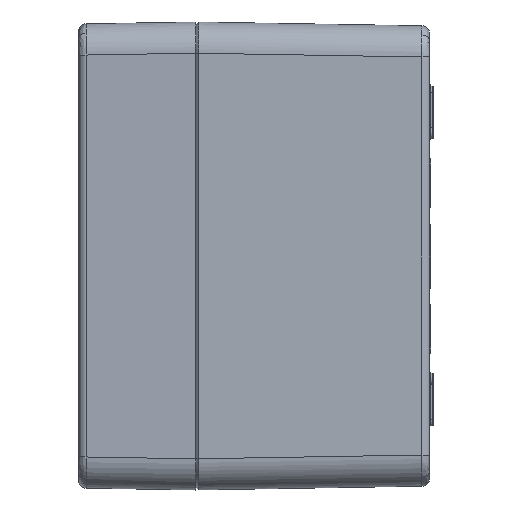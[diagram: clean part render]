
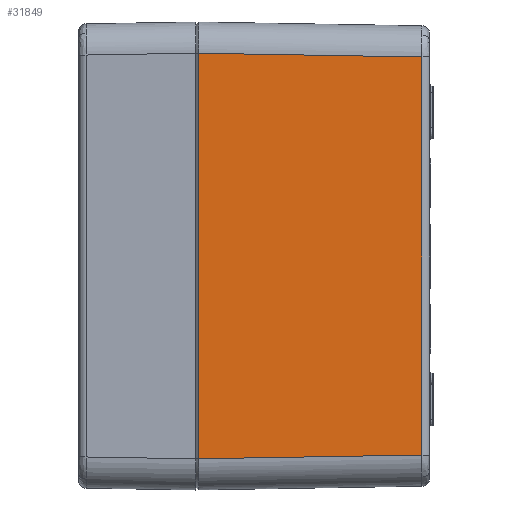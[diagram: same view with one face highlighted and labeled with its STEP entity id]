
A CAD part, left-side view. The second image highlights one B-rep face of the part: STEP entity #31849.
In plain terms, the highlighted planar face has unit normal (-1, -0.017, 0).
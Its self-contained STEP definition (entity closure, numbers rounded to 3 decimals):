
#2891=PLANE('',#34386);
#3834=LINE('',#65326,#5684);
#3835=LINE('',#65327,#5685);
#3836=LINE('',#65329,#5686);
#3837=LINE('',#65330,#5687);
#5684=VECTOR('',#39207,1000.);
#5685=VECTOR('',#39208,1000.);
#5686=VECTOR('',#39209,1000.);
#5687=VECTOR('',#39210,1000.);
#8275=FACE_OUTER_BOUND('',#10622,.T.);
#10622=EDGE_LOOP('',(#23986,#23987,#23988,#23989));
#14415=VERTEX_POINT('',#61425);
#14888=VERTEX_POINT('',#65324);
#14889=VERTEX_POINT('',#65325);
#14890=VERTEX_POINT('',#65328);
#18119=EDGE_CURVE('',#14888,#14889,#3834,.T.);
#18120=EDGE_CURVE('',#14889,#14415,#3835,.T.);
#18121=EDGE_CURVE('',#14415,#14890,#3836,.T.);
#18122=EDGE_CURVE('',#14890,#14888,#3837,.T.);
#23986=ORIENTED_EDGE('',*,*,#18119,.T.);
#23987=ORIENTED_EDGE('',*,*,#18120,.T.);
#23988=ORIENTED_EDGE('',*,*,#18121,.T.);
#23989=ORIENTED_EDGE('',*,*,#18122,.T.);
#31849=ADVANCED_FACE('',(#8275),#2891,.T.);
#34386=AXIS2_PLACEMENT_3D('',#65323,#39205,#39206);
#39205=DIRECTION('center_axis',(-1.,-0.017,
0.));
#39206=DIRECTION('ref_axis',(0.017,-1.,0.));
#39207=DIRECTION('',(0.017,-1.,0.017));
#39208=DIRECTION('',(0.,0.,1.));
#39209=DIRECTION('',(-0.017,1.,0.017));
#39210=DIRECTION('',(0.,0.,-1.));
#61425=CARTESIAN_POINT('',(-60.033,-58.033,51.034));
#65323=CARTESIAN_POINT('Origin',(-61.,0.,-60.));
#65324=CARTESIAN_POINT('',(-60.987,-0.8,-51.988));
#65325=CARTESIAN_POINT('',(-60.033,-58.033,-51.034));
#65326=CARTESIAN_POINT('',(-61.002,0.133,-52.003));
#65327=CARTESIAN_POINT('',(-60.033,-58.033,51.001));
#65328=CARTESIAN_POINT('',(-60.987,-0.8,51.988));
#65329=CARTESIAN_POINT('',(-60.969,-1.866,51.97));
#65330=CARTESIAN_POINT('',(-60.987,-0.8,-60.));
